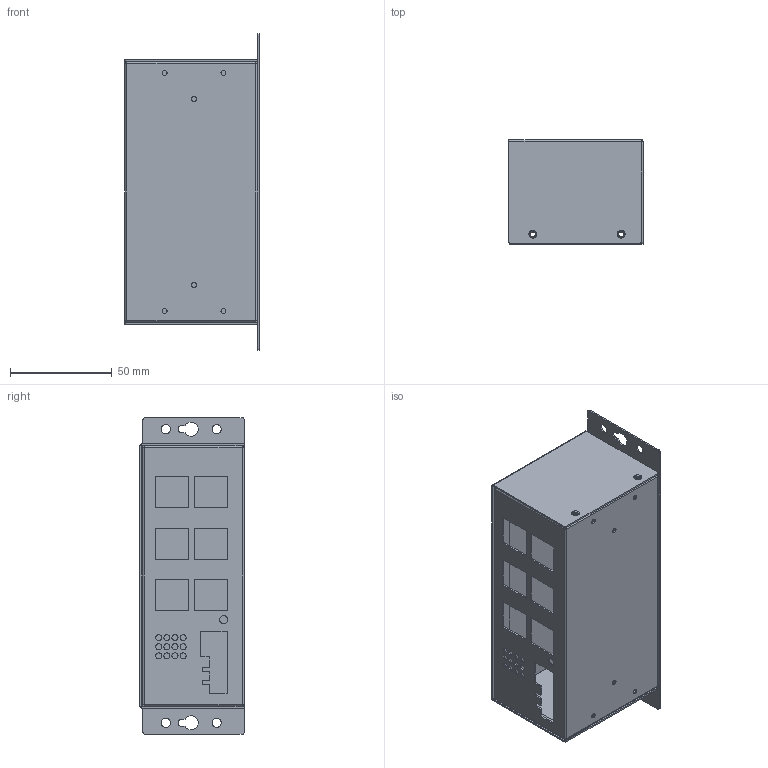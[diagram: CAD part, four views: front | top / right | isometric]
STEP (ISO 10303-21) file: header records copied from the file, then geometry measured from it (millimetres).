
FILE_DESCRIPTION(/* description */ (''),/* implementation_level */ '2;1');
FILE_NAME(/* name */ 'Assembly1321.stp',/* time_stamp */ '2019-09-10T13:55:10-04:00',/* author */ ('CAD PC'),/* organization */ (''),/* preprocessor_version */ 'ST-DEVELOPER v18',/* originating_system */ 'Autodesk Inventor 2020',/* authorisation */ '');
FILE_SCHEMA (('AUTOMOTIVE_DESIGN { 1 0 10303 214 3 1 1 }'));
Length unit declared in the file: millimetre
Products named in the file (3): Assembly1321; USBG-12U2ML; USBG-12U2ML-Top
Assembly tree (2 placements, depth 2):
  Assembly1321
    USBG-12U2ML
    USBG-12U2ML-Top
Bounding box: 66 x 51.25 x 156 mm (x, y, z)
Volume: 31077.1 mm3; surface area: 79290.1 mm2
Topology: 2 solids, 2 shells, 344 faces, 1043 edges, 811 vertices
Faces by surface type: plane 192, bspline 73, cylinder 71, cone 8
Full cylindrical faces by diameter (mm): 2.459 x14, 2.5 x2, 3 x16, 4 x1, 4.5 x4, 5.25 x2
Entity records: 13866 total; most frequent: CARTESIAN_POINT 4991, ORIENTED_EDGE 1844, DIRECTION 1570, EDGE_CURVE 922, VERTEX_POINT 600, LINE 592, VECTOR 592, AXIS2_PLACEMENT_3D 489
